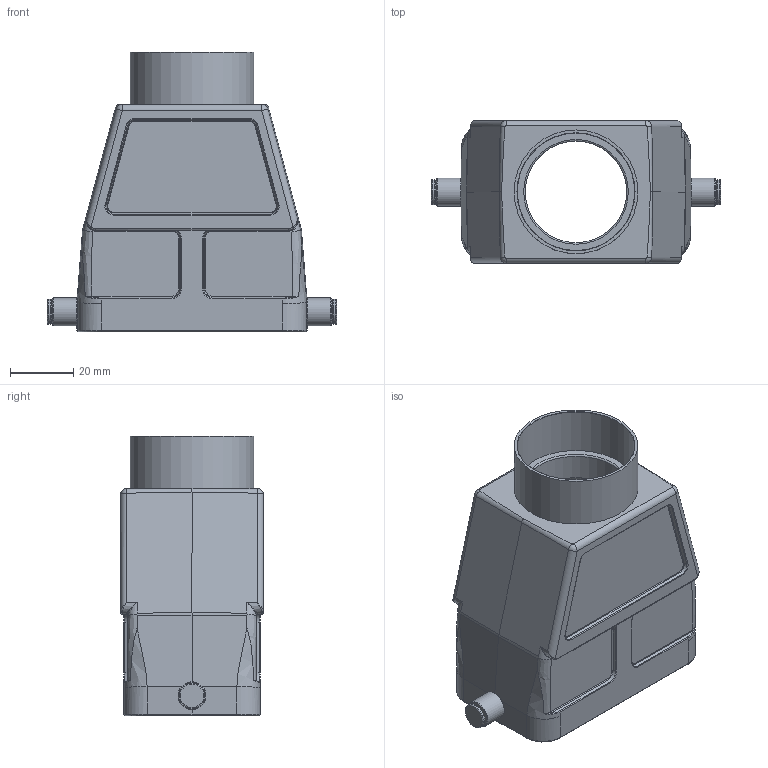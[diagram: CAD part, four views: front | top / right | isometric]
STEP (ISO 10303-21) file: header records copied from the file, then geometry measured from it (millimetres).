
FILE_DESCRIPTION(/* description */ (''),/* implementation_level */ '2;1');
FILE_NAME(/* name */ '100205892ugm000_c.stp',/* time_stamp */ '2018-03-07T11:35:39+01:00',/* author */ (''),/* organization */ (''),/* preprocessor_version */ 'ST-DEVELOPER v16',/* originating_system */ 'SIEMENS PLM Software NX 10.0',/* authorisation */ '');
FILE_SCHEMA (('AUTOMOTIVE_DESIGN { 1 0 10303 214 3 1 1 1 }'));
Length unit declared in the file: millimetre
Products named in the file (1): 100205892ugm000_c
Bounding box: 91.1 x 45 x 88.1 mm (x, y, z)
Volume: 61622.4 mm3; surface area: 36986.1 mm2
Topology: 1 solids, 2 shells, 480 faces, 1237 edges, 781 vertices
Faces by surface type: plane 178, cylinder 134, bspline 63, torus 54, cone 41, sphere 10
Full cylindrical faces by diameter (mm): 3 x4, 4 x2, 8 x2, 8.8 x2, 32 x1, 37 x2, 39 x1
Entity records: 18770 total; most frequent: CARTESIAN_POINT 6719, ORIENTED_EDGE 2246, DIRECTION 2192, EDGE_CURVE 1123, AXIS2_PLACEMENT_3D 835, VERTEX_POINT 711, EDGE_LOOP 544, LINE 522
